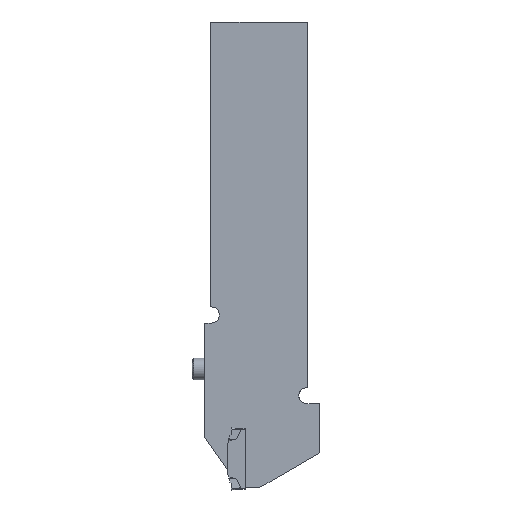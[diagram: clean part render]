
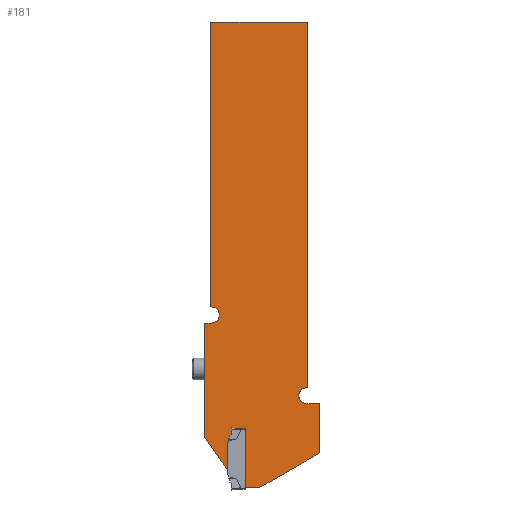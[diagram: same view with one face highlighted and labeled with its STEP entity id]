
A CAD part, left-side view. The second image highlights one B-rep face of the part: STEP entity #181.
In plain terms, the highlighted planar face has unit normal (-1, 0, 0).
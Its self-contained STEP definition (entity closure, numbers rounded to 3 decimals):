
#139=CIRCLE('',#1403,2.6);
#140=CIRCLE('',#1404,2.6);
#181=ADVANCED_FACE('',(#287),#237,.T.);
#237=PLANE('',#1405);
#287=FACE_OUTER_BOUND('',#351,.T.);
#351=EDGE_LOOP('',(#583,#584,#585,#586,#587,#588,#589,#590,#591,#592,#593,
#594,#595,#596,#597,#598,#599,#600,#601,#602,#603));
#583=ORIENTED_EDGE('',*,*,#960,.F.);
#584=ORIENTED_EDGE('',*,*,#961,.F.);
#585=ORIENTED_EDGE('',*,*,#962,.T.);
#586=ORIENTED_EDGE('',*,*,#963,.F.);
#587=ORIENTED_EDGE('',*,*,#964,.F.);
#588=ORIENTED_EDGE('',*,*,#965,.F.);
#589=ORIENTED_EDGE('',*,*,#966,.F.);
#590=ORIENTED_EDGE('',*,*,#967,.F.);
#591=ORIENTED_EDGE('',*,*,#968,.T.);
#592=ORIENTED_EDGE('',*,*,#969,.T.);
#593=ORIENTED_EDGE('',*,*,#970,.F.);
#594=ORIENTED_EDGE('',*,*,#971,.F.);
#595=ORIENTED_EDGE('',*,*,#972,.F.);
#596=ORIENTED_EDGE('',*,*,#940,.T.);
#597=ORIENTED_EDGE('',*,*,#948,.T.);
#598=ORIENTED_EDGE('',*,*,#973,.F.);
#599=ORIENTED_EDGE('',*,*,#974,.F.);
#600=ORIENTED_EDGE('',*,*,#975,.F.);
#601=ORIENTED_EDGE('',*,*,#976,.F.);
#602=ORIENTED_EDGE('',*,*,#977,.F.);
#603=ORIENTED_EDGE('',*,*,#978,.F.);
#790=VERTEX_POINT('',#2201);
#795=VERTEX_POINT('',#2211);
#800=VERTEX_POINT('',#2227);
#811=VERTEX_POINT('',#2256);
#812=VERTEX_POINT('',#2257);
#813=VERTEX_POINT('',#2259);
#814=VERTEX_POINT('',#2261);
#815=VERTEX_POINT('',#2263);
#816=VERTEX_POINT('',#2265);
#817=VERTEX_POINT('',#2267);
#818=VERTEX_POINT('',#2269);
#819=VERTEX_POINT('',#2271);
#820=VERTEX_POINT('',#2273);
#821=VERTEX_POINT('',#2275);
#822=VERTEX_POINT('',#2277);
#823=VERTEX_POINT('',#2279);
#824=VERTEX_POINT('',#2285);
#825=VERTEX_POINT('',#2290);
#826=VERTEX_POINT('',#2295);
#827=VERTEX_POINT('',#2300);
#828=VERTEX_POINT('',#2305);
#940=EDGE_CURVE('',#790,#795,#1090,.T.);
#948=EDGE_CURVE('',#795,#800,#1096,.T.);
#960=EDGE_CURVE('',#811,#812,#1286,.T.);
#961=EDGE_CURVE('',#813,#811,#1105,.T.);
#962=EDGE_CURVE('',#813,#814,#1106,.T.);
#963=EDGE_CURVE('',#815,#814,#1107,.T.);
#964=EDGE_CURVE('',#816,#815,#1108,.T.);
#965=EDGE_CURVE('',#817,#816,#139,.T.);
#966=EDGE_CURVE('',#818,#817,#1109,.T.);
#967=EDGE_CURVE('',#819,#818,#1110,.T.);
#968=EDGE_CURVE('',#819,#820,#1111,.T.);
#969=EDGE_CURVE('',#820,#821,#1112,.T.);
#970=EDGE_CURVE('',#822,#821,#1113,.T.);
#971=EDGE_CURVE('',#823,#822,#140,.T.);
#972=EDGE_CURVE('',#790,#823,#1114,.T.);
#973=EDGE_CURVE('',#824,#800,#1287,.T.);
#974=EDGE_CURVE('',#825,#824,#1288,.T.);
#975=EDGE_CURVE('',#826,#825,#1289,.T.);
#976=EDGE_CURVE('',#827,#826,#1290,.T.);
#977=EDGE_CURVE('',#828,#827,#1291,.T.);
#978=EDGE_CURVE('',#812,#828,#1292,.T.);
#1090=LINE('',#2212,#1205);
#1096=LINE('',#2229,#1211);
#1105=LINE('',#2258,#1220);
#1106=LINE('',#2260,#1221);
#1107=LINE('',#2262,#1222);
#1108=LINE('',#2264,#1223);
#1109=LINE('',#2268,#1224);
#1110=LINE('',#2270,#1225);
#1111=LINE('',#2272,#1226);
#1112=LINE('',#2274,#1227);
#1113=LINE('',#2276,#1228);
#1114=LINE('',#2280,#1229);
#1205=VECTOR('',#1585,1.);
#1211=VECTOR('',#1601,1.);
#1220=VECTOR('',#1620,1.);
#1221=VECTOR('',#1621,1.);
#1222=VECTOR('',#1622,1.);
#1223=VECTOR('',#1623,1.);
#1224=VECTOR('',#1626,1.);
#1225=VECTOR('',#1627,1.);
#1226=VECTOR('',#1628,1.);
#1227=VECTOR('',#1629,1.);
#1228=VECTOR('',#1630,1.);
#1229=VECTOR('',#1633,1.);
#1286=B_SPLINE_CURVE_WITH_KNOTS('',3,(#2252,#2253,#2254,#2255),
 .UNSPECIFIED.,.F.,.F.,(4,4),(0.,1.),.UNSPECIFIED.);
#1287=B_SPLINE_CURVE_WITH_KNOTS('',3,(#2281,#2282,#2283,#2284),
 .UNSPECIFIED.,.F.,.F.,(4,4),(0.,1.),.UNSPECIFIED.);
#1288=B_SPLINE_CURVE_WITH_KNOTS('',3,(#2286,#2287,#2288,#2289),
 .UNSPECIFIED.,.F.,.F.,(4,4),(0.,1.),.UNSPECIFIED.);
#1289=B_SPLINE_CURVE_WITH_KNOTS('',3,(#2291,#2292,#2293,#2294),
 .UNSPECIFIED.,.F.,.F.,(4,4),(0.,1.),.UNSPECIFIED.);
#1290=B_SPLINE_CURVE_WITH_KNOTS('',3,(#2296,#2297,#2298,#2299),
 .UNSPECIFIED.,.F.,.F.,(4,4),(0.,1.),.UNSPECIFIED.);
#1291=B_SPLINE_CURVE_WITH_KNOTS('',3,(#2301,#2302,#2303,#2304),
 .UNSPECIFIED.,.F.,.F.,(4,4),(0.,1.),.UNSPECIFIED.);
#1292=B_SPLINE_CURVE_WITH_KNOTS('',3,(#2306,#2307,#2308,#2309),
 .UNSPECIFIED.,.F.,.F.,(4,4),(0.,1.),.UNSPECIFIED.);
#1403=AXIS2_PLACEMENT_3D('',#2266,#1624,#1625);
#1404=AXIS2_PLACEMENT_3D('',#2278,#1631,#1632);
#1405=AXIS2_PLACEMENT_3D('',#2310,#1634,#1635);
#1585=DIRECTION('',(0.,0.,-1.));
#1601=DIRECTION('',(0.,-0.574,-0.819));
#1620=DIRECTION('',(0.,1.,0.));
#1621=DIRECTION('',(0.,-0.866,0.5));
#1622=DIRECTION('',(0.,0.,-1.));
#1623=DIRECTION('',(0.,-1.,0.));
#1624=DIRECTION('',(-1.,0.,0.));
#1625=DIRECTION('',(0.,0.,-1.));
#1626=DIRECTION('',(0.,1.,0.));
#1627=DIRECTION('',(0.,0.,-1.));
#1628=DIRECTION('',(0.,1.,0.));
#1629=DIRECTION('',(0.,0.,-1.));
#1630=DIRECTION('',(0.,1.,0.));
#1631=DIRECTION('',(-1.,0.,0.));
#1632=DIRECTION('',(0.,-1.,0.));
#1633=DIRECTION('',(0.,-1.,0.));
#1634=DIRECTION('',(-1.,0.,0.));
#1635=DIRECTION('',(0.,1.,0.));
#2201=CARTESIAN_POINT('',(0.,33.498,-97.));
#2211=CARTESIAN_POINT('',(0.,33.498,-133.886));
#2212=CARTESIAN_POINT('',(0.,33.498,-0.9));
#2227=CARTESIAN_POINT('',(0.,26.182,-144.335));
#2229=CARTESIAN_POINT('',(0.,85.093,-60.201));
#2252=CARTESIAN_POINT('',(0.,20.418,-150.));
#2253=CARTESIAN_POINT('',(0.,20.418,-143.683));
#2254=CARTESIAN_POINT('',(0.,20.418,-137.367));
#2255=CARTESIAN_POINT('',(0.,20.418,-131.05));
#2256=CARTESIAN_POINT('',(0.,20.418,-150.));
#2257=CARTESIAN_POINT('',(0.,20.418,-131.05));
#2258=CARTESIAN_POINT('',(0.,0.402,-150.));
#2259=CARTESIAN_POINT('',(0.,15.702,-150.));
#2260=CARTESIAN_POINT('',(0.,-60.335,-106.1));
#2261=CARTESIAN_POINT('',(0.,-3.598,-138.857));
#2262=CARTESIAN_POINT('',(0.,-3.598,-122.));
#2263=CARTESIAN_POINT('',(0.,-3.598,-123.));
#2264=CARTESIAN_POINT('',(0.,0.544,-123.));
#2265=CARTESIAN_POINT('',(0.,0.544,-123.));
#2266=CARTESIAN_POINT('',(0.,0.544,-120.4));
#2267=CARTESIAN_POINT('',(0.,0.544,-117.8));
#2268=CARTESIAN_POINT('',(0.,-7.456,-117.8));
#2269=CARTESIAN_POINT('',(0.,0.402,-117.8));
#2270=CARTESIAN_POINT('',(0.,0.402,-0.9));
#2271=CARTESIAN_POINT('',(0.,0.402,0.));
#2272=CARTESIAN_POINT('',(0.,0.402,0.));
#2273=CARTESIAN_POINT('',(0.,31.498,0.));
#2274=CARTESIAN_POINT('',(0.,31.498,-0.9));
#2275=CARTESIAN_POINT('',(0.,31.498,-91.8));
#2276=CARTESIAN_POINT('',(0.,0.402,-91.8));
#2277=CARTESIAN_POINT('',(0.,31.356,-91.8));
#2278=CARTESIAN_POINT('',(0.,31.356,-94.4));
#2279=CARTESIAN_POINT('',(0.,31.356,-97.));
#2280=CARTESIAN_POINT('',(0.,0.402,-97.));
#2281=CARTESIAN_POINT('',(0.,26.182,-136.435));
#2282=CARTESIAN_POINT('',(0.,26.182,-139.068));
#2283=CARTESIAN_POINT('',(0.,26.182,-141.701));
#2284=CARTESIAN_POINT('',(0.,26.182,-144.335));
#2285=CARTESIAN_POINT('',(0.,26.182,-136.435));
#2286=CARTESIAN_POINT('',(0.,25.396,-133.285));
#2287=CARTESIAN_POINT('',(0.,25.658,-134.335));
#2288=CARTESIAN_POINT('',(0.,25.92,-135.385));
#2289=CARTESIAN_POINT('',(0.,26.182,-136.435));
#2290=CARTESIAN_POINT('',(0.,25.396,-133.285));
#2291=CARTESIAN_POINT('',(0.,25.,-132.889));
#2292=CARTESIAN_POINT('',(0.,25.132,-133.021));
#2293=CARTESIAN_POINT('',(0.,25.264,-133.153));
#2294=CARTESIAN_POINT('',(0.,25.396,-133.285));
#2295=CARTESIAN_POINT('',(0.,25.,-132.889));
#2296=CARTESIAN_POINT('',(0.,25.,-130.8));
#2297=CARTESIAN_POINT('',(0.,25.,-131.496));
#2298=CARTESIAN_POINT('',(0.,25.,-132.193));
#2299=CARTESIAN_POINT('',(0.,25.,-132.889));
#2300=CARTESIAN_POINT('',(0.,25.,-130.8));
#2301=CARTESIAN_POINT('',(0.,22.964,-131.05));
#2302=CARTESIAN_POINT('',(0.,23.643,-130.967));
#2303=CARTESIAN_POINT('',(0.,24.321,-130.883));
#2304=CARTESIAN_POINT('',(0.,25.,-130.8));
#2305=CARTESIAN_POINT('',(0.,22.964,-131.05));
#2306=CARTESIAN_POINT('',(0.,20.418,-131.05));
#2307=CARTESIAN_POINT('',(0.,21.267,-131.05));
#2308=CARTESIAN_POINT('',(0.,22.115,-131.05));
#2309=CARTESIAN_POINT('',(0.,22.964,-131.05));
#2310=CARTESIAN_POINT('',(0.,0.402,-0.9));
